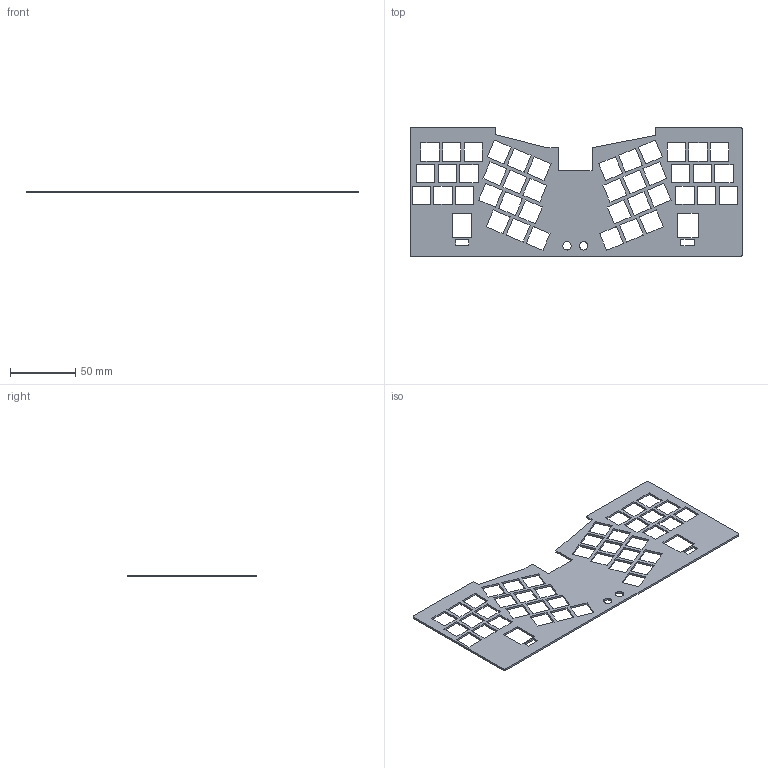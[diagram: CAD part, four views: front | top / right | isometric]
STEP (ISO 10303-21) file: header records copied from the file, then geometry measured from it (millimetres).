
FILE_DESCRIPTION(('KiCad electronic assembly'),'2;1');
FILE_NAME('assemble.step','2025-07-27T09:17:56',('Pcbnew'),('Kicad'), 'Open CASCADE STEP processor 7.6','KiCad to STEP converter','Unknown' );
FILE_SCHEMA(('AUTOMOTIVE_DESIGN { 1 0 10303 214 1 1 1 1 }'));
Length unit declared in the file: millimetre
Products named in the file (2): assemble 1; switch_plate_PCB
Assembly tree (1 placements, depth 2):
  assemble 1
    switch_plate_PCB
Bounding box: 255 x 99.8 x 1.51 mm (x, y, z)
Volume: 21899.1 mm3; surface area: 34060.2 mm2
Topology: 1 solids, 1 shells, 205 faces, 609 edges, 406 vertices
Faces by surface type: plane 199, cylinder 6
Full cylindrical faces by diameter (mm): 6.5 x2
Entity records: 6964 total; most frequent: CARTESIAN_POINT 1222, ORIENTED_EDGE 1218, DIRECTION 1035, EDGE_CURVE 609, LINE 597, VECTOR 597, VERTEX_POINT 406, FACE_BOUND 301
